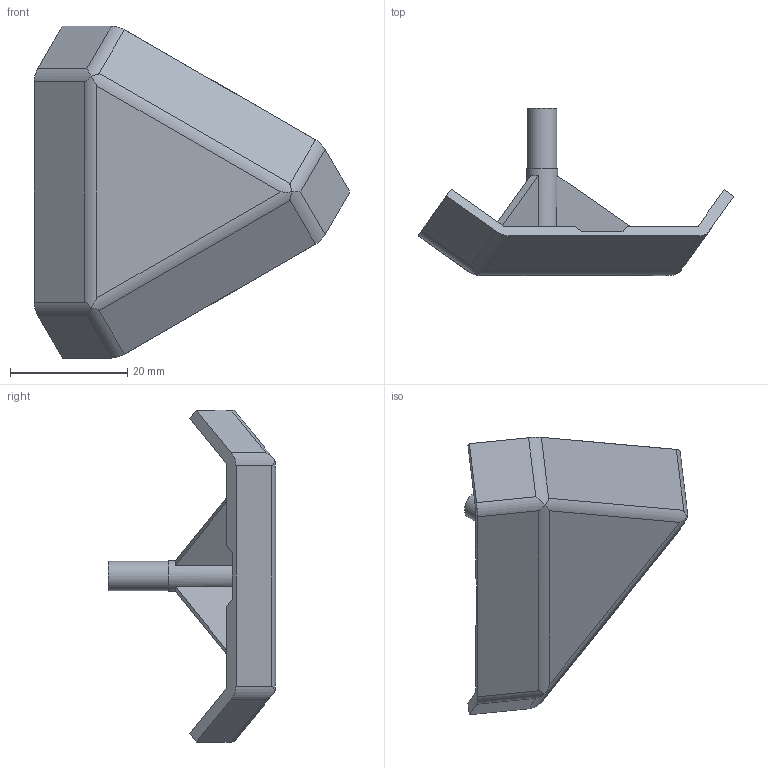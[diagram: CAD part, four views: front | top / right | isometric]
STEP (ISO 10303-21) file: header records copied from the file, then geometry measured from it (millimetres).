
FILE_DESCRIPTION(/* description */ ('STEP AP214'),/* implementation_level */ '2;1');
FILE_NAME(/* name */ '1025957.stp',/* time_stamp */ '2024-05-07T11:55:15+02:00',/* author */ ('b.steehouwer'),/* organization */ ('CADENAS'),/* preprocessor_version */ 'ST-DEVELOPER v18.1',/* originating_system */ 'Autodesk Inventor 2021',/* authorisation */ ' ');
FILE_SCHEMA (('AUTOMOTIVE_DESIGN { 1 0 10303 214 3 1 1 }'));
Length unit declared in the file: millimetre
Products named in the file (1): 1025957
Bounding box: 53.76 x 28.5 x 56.57 mm (x, y, z)
Volume: 5658.5 mm3; surface area: 6484.5 mm2
Topology: 1 solids, 1 shells, 60 faces, 170 edges, 113 vertices
Faces by surface type: plane 49, cylinder 11
Full cylindrical faces by diameter (mm): 5 x1, 5.3 x1
Entity records: 2040 total; most frequent: CARTESIAN_POINT 422, ORIENTED_EDGE 340, DIRECTION 308, EDGE_CURVE 170, LINE 134, VECTOR 134, VERTEX_POINT 113, AXIS2_PLACEMENT_3D 87
